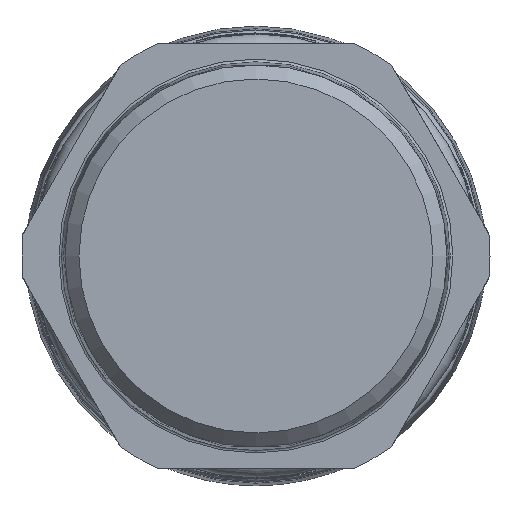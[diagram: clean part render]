
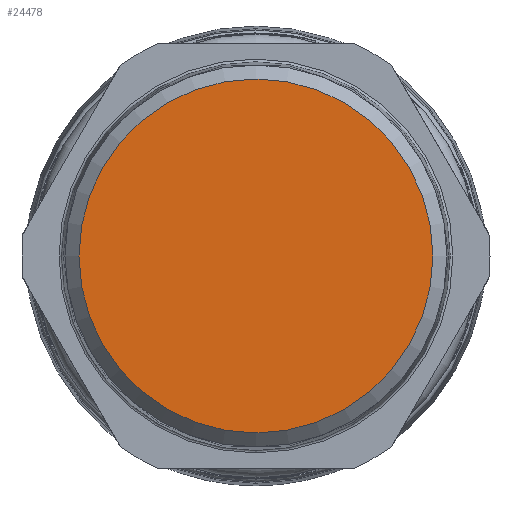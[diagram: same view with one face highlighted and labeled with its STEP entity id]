
A CAD part, left-side view. The second image highlights one B-rep face of the part: STEP entity #24478.
In plain terms, the highlighted planar face has unit normal (-1, 0, 0).
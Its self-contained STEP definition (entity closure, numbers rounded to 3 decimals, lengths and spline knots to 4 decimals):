
#2744=CIRCLE('',#26632,1.3099);
#2745=CIRCLE('',#26633,1.3099);
#4309=FACE_OUTER_BOUND('',#5687,.T.);
#5687=EDGE_LOOP('',(#22515,#22516));
#11699=VERTEX_POINT('',#51170);
#11700=VERTEX_POINT('',#51171);
#15317=EDGE_CURVE('',#11699,#11700,#2744,.T.);
#15318=EDGE_CURVE('',#11700,#11699,#2745,.T.);
#22515=ORIENTED_EDGE('',*,*,#15317,.T.);
#22516=ORIENTED_EDGE('',*,*,#15318,.T.);
#23178=PLANE('',#26631);
#24478=ADVANCED_FACE('',(#4309),#23178,.T.);
#26631=AXIS2_PLACEMENT_3D('',#51169,#31961,#31962);
#26632=AXIS2_PLACEMENT_3D('',#51172,#31963,#31964);
#26633=AXIS2_PLACEMENT_3D('',#51173,#31965,#31966);
#31961=DIRECTION('center_axis',(-1.,0.,0.));
#31962=DIRECTION('ref_axis',(0.,1.,0.));
#31963=DIRECTION('center_axis',(-1.,0.,0.));
#31964=DIRECTION('ref_axis',(0.,-1.,0.));
#31965=DIRECTION('center_axis',(-1.,0.,0.));
#31966=DIRECTION('ref_axis',(0.,-1.,0.));
#51169=CARTESIAN_POINT('Origin',(-3.2504,-1.41,0.));
#51170=CARTESIAN_POINT('',(-3.2504,-1.3099,0.));
#51171=CARTESIAN_POINT('',(-3.2504,1.3099,0.));
#51172=CARTESIAN_POINT('Origin',(-3.2504,0.,
0.));
#51173=CARTESIAN_POINT('Origin',(-3.2504,0.,
0.));
